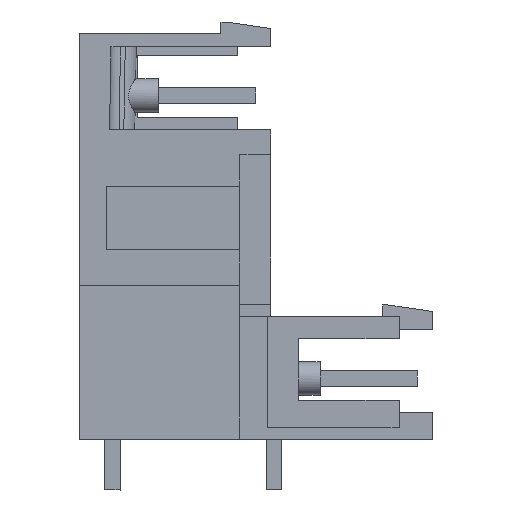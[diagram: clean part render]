
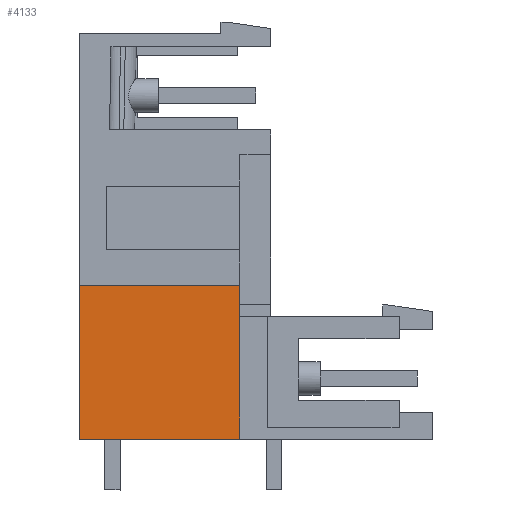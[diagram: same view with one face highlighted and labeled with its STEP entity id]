
A CAD part, left-side view. The second image highlights one B-rep face of the part: STEP entity #4133.
In plain terms, the highlighted planar face has unit normal (-1, 0, 0).
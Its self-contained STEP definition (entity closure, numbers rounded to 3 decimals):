
#4113=AXIS2_PLACEMENT_3D('Plane Axis2P3D',#4110,#4111,#4112) ;
#1859=CARTESIAN_POINT('Vertex',(1.54,12.1,3.2)) ;
#1862=CARTESIAN_POINT('Line Origine',(1.54,17.13,3.2)) ;
#1866=CARTESIAN_POINT('Vertex',(1.54,22.16,3.2)) ;
#4089=CARTESIAN_POINT('Line Origine',(1.54,22.16,8.025)) ;
#4093=CARTESIAN_POINT('Vertex',(1.54,22.16,12.85)) ;
#4110=CARTESIAN_POINT('Axis2P3D Location',(1.54,12.1,3.2)) ;
#4115=CARTESIAN_POINT('Line Origine',(1.54,12.1,8.025)) ;
#4119=CARTESIAN_POINT('Vertex',(1.54,12.1,12.85)) ;
#4122=CARTESIAN_POINT('Line Origine',(1.54,17.13,12.85)) ;
#1863=DIRECTION('Vector Direction',(0.,1.,0.)) ;
#4090=DIRECTION('Vector Direction',(0.,0.,1.)) ;
#4111=DIRECTION('Axis2P3D Direction',(-1.,0.,0.)) ;
#4112=DIRECTION('Axis2P3D XDirection',(0.,0.,1.)) ;
#4116=DIRECTION('Vector Direction',(0.,0.,1.)) ;
#4123=DIRECTION('Vector Direction',(0.,1.,0.)) ;
#1864=VECTOR('Line Direction',#1863,1.) ;
#4091=VECTOR('Line Direction',#4090,1.) ;
#4117=VECTOR('Line Direction',#4116,1.) ;
#4124=VECTOR('Line Direction',#4123,1.) ;
#4128=ORIENTED_EDGE('',*,*,#1868,.F.) ;
#4129=ORIENTED_EDGE('',*,*,#4121,.T.) ;
#4130=ORIENTED_EDGE('',*,*,#4126,.T.) ;
#4131=ORIENTED_EDGE('',*,*,#4095,.F.) ;
#4133=ADVANCED_FACE('HOUSING',(#4132),#4114,.T.) ;
#1868=EDGE_CURVE('',#1860,#1867,#1865,.T.) ;
#4095=EDGE_CURVE('',#1867,#4094,#4092,.T.) ;
#4121=EDGE_CURVE('',#1860,#4120,#4118,.T.) ;
#4126=EDGE_CURVE('',#4120,#4094,#4125,.T.) ;
#4127=EDGE_LOOP('',(#4128,#4129,#4130,#4131)) ;
#4132=FACE_OUTER_BOUND('',#4127,.T.) ;
#1865=LINE('Line',#1862,#1864) ;
#4092=LINE('Line',#4089,#4091) ;
#4118=LINE('Line',#4115,#4117) ;
#4125=LINE('Line',#4122,#4124) ;
#4114=PLANE('',#4113) ;
#1860=VERTEX_POINT('',#1859) ;
#1867=VERTEX_POINT('',#1866) ;
#4094=VERTEX_POINT('',#4093) ;
#4120=VERTEX_POINT('',#4119) ;
